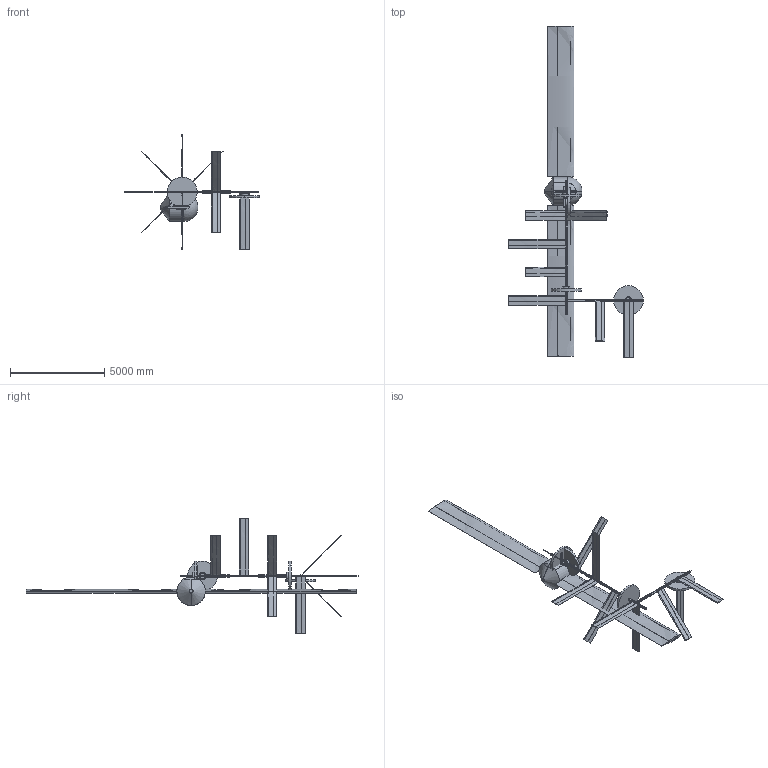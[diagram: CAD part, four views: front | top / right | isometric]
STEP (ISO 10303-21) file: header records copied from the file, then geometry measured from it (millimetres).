
FILE_DESCRIPTION((''),'2;1');
FILE_NAME('UAV_ASM','2022-08-22T16:37:36',('Administrator'),(''),'CREO PARAMETRIC BY PTC INC, 2019352','CREO PARAMETRIC BY PTC INC, 2019352','');
FILE_SCHEMA(('CONFIG_CONTROL_DESIGN'));
Length unit declared in the file: millimetre
Products named in the file (52): ORIENT; FUSELAGE; PASSENGER2; LEFT_WING; LEFT_BATTERY; RIGHT_WING; RIGHT_BATTERY; PASSENGER1; CROSS_BAR_1; CROSS_BAR_1_RIGHT; CROSS_BAR_1_TOP; CROSS_BAR_1_LEFT; CROSS_BAR_2; CROSS_BAR_2_LEFT; CROSS_BAR_2_RIGHT; CROSS_BAR_2_TOP; MOTOR_PROP_4_MOTOR; MOTOR_PROP_4_PROP; CROSS_BAR_2_BOTTOM; WING_PAIR_1; WING_PAIR_2; WING_PAIR_2_R; WING_PAIR_2_L; WING_PAIR_3; WING_PAIR_3_L; WING_PAIR_3_R; MOTOR_PROP_2_MOTOR; MOTOR_PROP_2_PROP; WING_PAIR_4; RAIL_1; WING_PAIR_5; WING_PAIR_5_R; WING_PAIR_6; WING_PAIR_6_L; MOTOR_PROP_3_MOTOR; MOTOR_PROP_3_PROP; WING_PAIR_6_R; WING_PAIR_5_L; WING_PAIR_4_R; WING_PAIR_4_L ...
Assembly tree (51 placements, depth 2):
  UAV_ASM
    ORIENT
    FUSELAGE
    PASSENGER2
    LEFT_WING
    LEFT_BATTERY
    RIGHT_WING
    RIGHT_BATTERY
    PASSENGER1
    CROSS_BAR_1
    CROSS_BAR_1_RIGHT
    CROSS_BAR_1_TOP
    CROSS_BAR_1_LEFT
    CROSS_BAR_2
    CROSS_BAR_2_LEFT
    CROSS_BAR_2_RIGHT
    CROSS_BAR_2_TOP
    MOTOR_PROP_4_MOTOR
    MOTOR_PROP_4_PROP
    CROSS_BAR_2_BOTTOM
    WING_PAIR_1
    WING_PAIR_2
    WING_PAIR_2_R
    WING_PAIR_2_L
    WING_PAIR_3
    WING_PAIR_3_L
    WING_PAIR_3_R
    MOTOR_PROP_2_MOTOR
    MOTOR_PROP_2_PROP
    WING_PAIR_4
    RAIL_1
    WING_PAIR_5
    WING_PAIR_5_R
    WING_PAIR_6
    WING_PAIR_6_L
    MOTOR_PROP_3_MOTOR
    MOTOR_PROP_3_PROP
    WING_PAIR_6_R
    WING_PAIR_5_L
    WING_PAIR_4_R
    WING_PAIR_4_L
    WING_PAIR_1_L
    WING_PAIR_1_R
    WING_PAIR_7
    WING_PAIR_8
    WING_PAIR_8_R
    WING_PAIR_8_L
    WING_PAIR_7_R
    WING_PAIR_7_L
    MOTOR_PROP_1_MOTOR
    MOTOR_PROP_1_PROP
    CROSS_BAR_1_BOTTOM
Bounding box: 7137.4 x 17610 x 6100 mm (x, y, z)
Volume: 5139263178.1 mm3; surface area: 230319647.5 mm2
Topology: 50 solids, 71 shells, 1214 faces, 2467 edges, 1405 vertices
Faces by surface type: cylinder 614, plane 518, bspline 48, cone 21, sphere 9, torus 4
Entity records: 42130 total; most frequent: CARTESIAN_POINT 16884, DIRECTION 5084, ORIENTED_EDGE 4912, EDGE_CURVE 2456, AXIS2_PLACEMENT_3D 1990, VERTEX_POINT 1424, EDGE_LOOP 1258, FACE_OUTER_BOUND 1194
